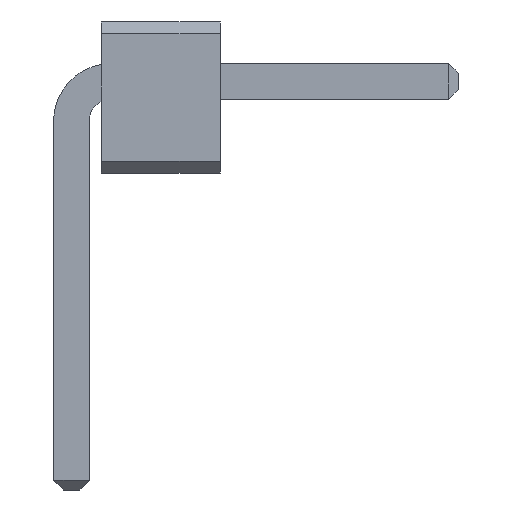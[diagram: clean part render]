
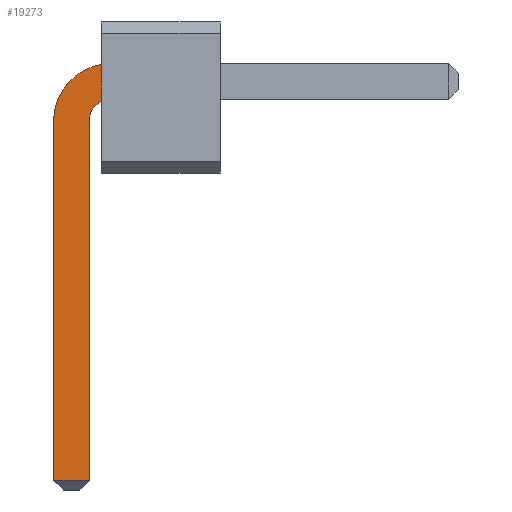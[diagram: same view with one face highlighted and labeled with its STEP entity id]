
A CAD part, front view. The second image highlights one B-rep face of the part: STEP entity #19273.
In plain terms, the highlighted planar face has unit normal (0, -1, 0).
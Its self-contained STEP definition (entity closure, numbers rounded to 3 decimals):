
#6520 = VERTEX_POINT('',#6521);
#6521 = CARTESIAN_POINT('',(0.25,-39.15,0.779));
#6527 = EDGE_CURVE('',#6520,#6528,#6530,.T.);
#6528 = VERTEX_POINT('',#6529);
#6529 = CARTESIAN_POINT('',(0.25,-39.15,0.467));
#6530 = LINE('',#6531,#6532);
#6531 = CARTESIAN_POINT('',(0.25,-39.15,0.1));
#6532 = VECTOR('',#6533,1.);
#6533 = DIRECTION('',(0.,0.,-1.));
#19254 = EDGE_CURVE('',#6528,#19255,#19257,.T.);
#19255 = VERTEX_POINT('',#19256);
#19256 = CARTESIAN_POINT('',(0.15,-39.15,0.335));
#19257 = CIRCLE('',#19258,0.194);
#19258 = AXIS2_PLACEMENT_3D('',#19259,#19260,#19261);
#19259 = CARTESIAN_POINT('',(0.34,-39.15,0.295));
#19260 = DIRECTION('',(0.,-1.,0.));
#19261 = DIRECTION('',(-0.207,0.,0.978
));
#19273 = ADVANCED_FACE('',(#19274),#19309,.F.);
#19274 = FACE_BOUND('',#19275,.F.);
#19275 = EDGE_LOOP('',(#19276,#19277,#19278,#19286,#19294,#19302));
#19276 = ORIENTED_EDGE('',*,*,#6527,.T.);
#19277 = ORIENTED_EDGE('',*,*,#19254,.T.);
#19278 = ORIENTED_EDGE('',*,*,#19279,.T.);
#19279 = EDGE_CURVE('',#19255,#19280,#19282,.T.);
#19280 = VERTEX_POINT('',#19281);
#19281 = CARTESIAN_POINT('',(0.15,-39.15,-2.72));
#19282 = LINE('',#19283,#19284);
#19283 = CARTESIAN_POINT('',(0.15,-39.15,0.335));
#19284 = VECTOR('',#19285,1.);
#19285 = DIRECTION('',(0.,0.,-1.));
#19286 = ORIENTED_EDGE('',*,*,#19287,.T.);
#19287 = EDGE_CURVE('',#19280,#19288,#19290,.T.);
#19288 = VERTEX_POINT('',#19289);
#19289 = CARTESIAN_POINT('',(-0.15,-39.15,-2.72));
#19290 = LINE('',#19291,#19292);
#19291 = CARTESIAN_POINT('',(0.15,-39.15,-2.72));
#19292 = VECTOR('',#19293,1.);
#19293 = DIRECTION('',(-1.,0.,0.));
#19294 = ORIENTED_EDGE('',*,*,#19295,.T.);
#19295 = EDGE_CURVE('',#19288,#19296,#19298,.T.);
#19296 = VERTEX_POINT('',#19297);
#19297 = CARTESIAN_POINT('',(-0.15,-39.15,0.335));
#19298 = LINE('',#19299,#19300);
#19299 = CARTESIAN_POINT('',(-0.15,-39.15,-2.8));
#19300 = VECTOR('',#19301,1.);
#19301 = DIRECTION('',(0.,0.,1.));
#19302 = ORIENTED_EDGE('',*,*,#19303,.T.);
#19303 = EDGE_CURVE('',#19296,#6520,#19304,.T.);
#19304 = CIRCLE('',#19305,0.485);
#19305 = AXIS2_PLACEMENT_3D('',#19306,#19307,#19308);
#19306 = CARTESIAN_POINT('',(0.333,-39.15,0.302));
#19307 = DIRECTION('',(0.,1.,0.));
#19308 = DIRECTION('',(-0.998,0.,
0.069));
#19309 = PLANE('',#19310);
#19310 = AXIS2_PLACEMENT_3D('',#19311,#19312,#19313);
#19311 = CARTESIAN_POINT('',(0.841,-39.15,-0.301));
#19312 = DIRECTION('',(0.,1.,-0.));
#19313 = DIRECTION('',(0.,0.,-1.));
